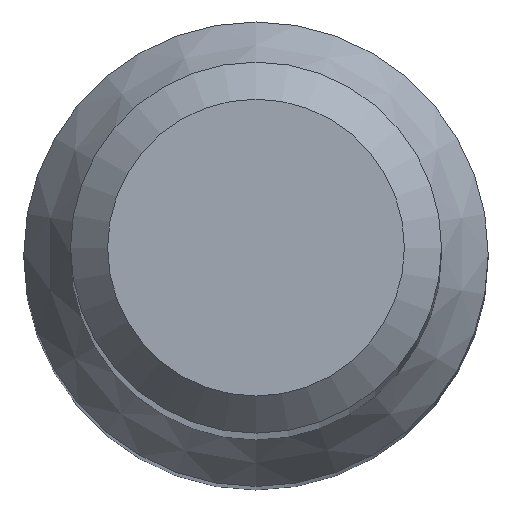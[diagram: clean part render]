
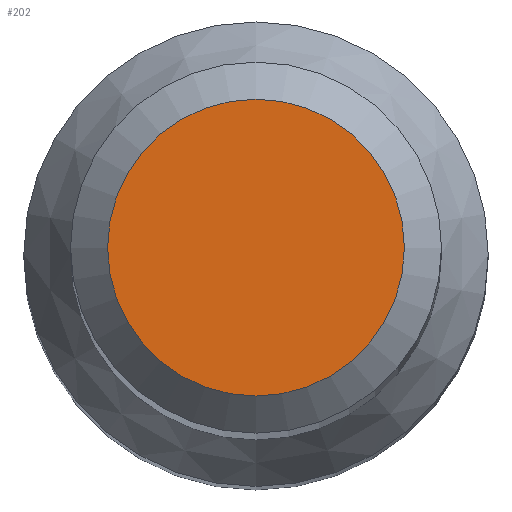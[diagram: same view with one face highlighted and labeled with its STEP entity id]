
A CAD part, top view. The second image highlights one B-rep face of the part: STEP entity #202.
In plain terms, the highlighted planar face has unit normal (0, 0, 1).
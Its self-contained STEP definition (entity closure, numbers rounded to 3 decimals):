
#13 = AXIS2_PLACEMENT_3D ( 'NONE', #65, #238, #198 ) ;
#31 = CARTESIAN_POINT ( 'NONE',  ( 0., 1.6, 63. ) ) ;
#38 = DIRECTION ( 'NONE',  ( 0., 1., 0. ) ) ;
#43 = EDGE_LOOP ( 'NONE', ( #187 ) ) ;
#44 = PLANE ( 'NONE',  #184 ) ;
#65 = CARTESIAN_POINT ( 'NONE',  ( 0., 0., 63. ) ) ;
#150 = FACE_OUTER_BOUND ( 'NONE', #43, .T. ) ;
#178 = VERTEX_POINT ( 'NONE', #31 ) ;
#184 = AXIS2_PLACEMENT_3D ( 'NONE', #230, #210, #38 ) ;
#187 = ORIENTED_EDGE ( 'NONE', *, *, #229, .F. ) ;
#188 = CIRCLE ( 'NONE', #13, 1.6 ) ;
#198 = DIRECTION ( 'NONE',  ( 0., 1., 0. ) ) ;
#202 = ADVANCED_FACE ( 'NONE', ( #150 ), #44, .F. ) ;
#210 = DIRECTION ( 'NONE',  ( 0., 0., -1. ) ) ;
#229 = EDGE_CURVE ( 'NONE', #178, #178, #188, .T. ) ;
#230 = CARTESIAN_POINT ( 'NONE',  ( 0., 0., 63. ) ) ;
#238 = DIRECTION ( 'NONE',  ( 0., 0., -1. ) ) ;
